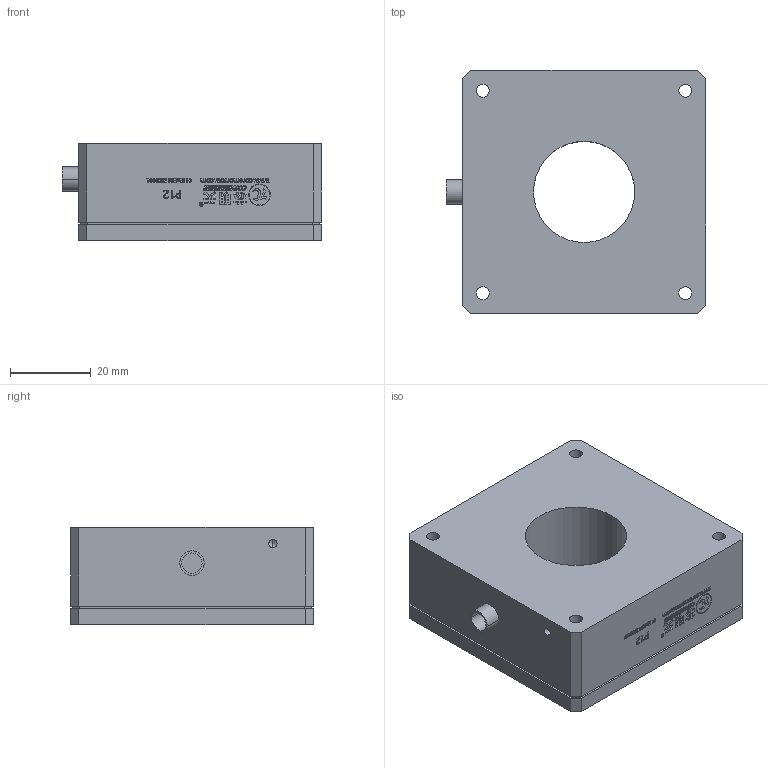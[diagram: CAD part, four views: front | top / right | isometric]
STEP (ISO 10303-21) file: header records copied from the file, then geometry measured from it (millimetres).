
FILE_DESCRIPTION (( 'STEP AP203' ), '1' );
FILE_NAME ('P12-B1俋倛芞.STEP', '2019-11-29T02:40:08', ( '' ), ( '' ), 'SwSTEP 2.0', 'SolidWorks 2016', '' );
FILE_SCHEMA (( 'CONFIG_CONTROL_DESIGN' ));
Length unit declared in the file: millimetre
Products named in the file (1): P12-B1俋倛芞
Bounding box: 64 x 60.02 x 24 mm (x, y, z)
Volume: 71797.7 mm3; surface area: 16038.5 mm2
Topology: 1 solids, 1 shells, 949 faces, 2544 edges, 1681 vertices
Faces by surface type: plane 499, bspline 383, cylinder 49, cone 18
Entity records: 41529 total; most frequent: CARTESIAN_POINT 20324, ORIENTED_EDGE 5052, DIRECTION 2992, EDGE_CURVE 2526, VERTEX_POINT 1681, LINE 1662, VECTOR 1662, EDGE_LOOP 1061
